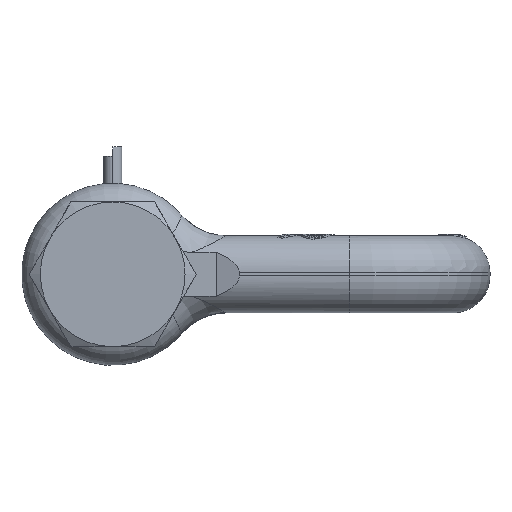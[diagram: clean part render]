
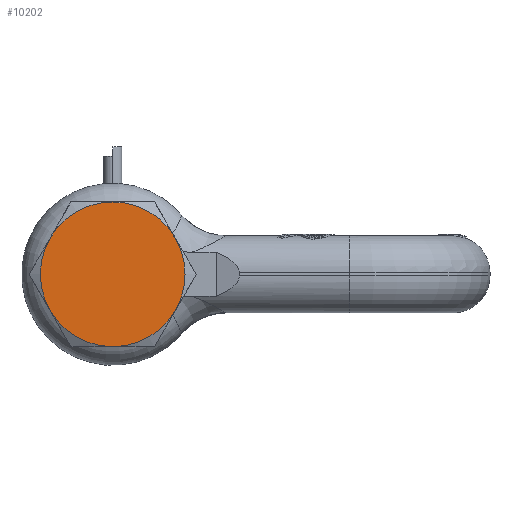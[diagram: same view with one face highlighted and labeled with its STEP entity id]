
A CAD part, left-side view. The second image highlights one B-rep face of the part: STEP entity #10202.
In plain terms, the highlighted planar face has unit normal (-1, 0, 0).
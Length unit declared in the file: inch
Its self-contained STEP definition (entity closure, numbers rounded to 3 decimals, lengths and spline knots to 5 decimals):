
#9707=CARTESIAN_POINT('',(-1.26,0.,0.));
#9708=DIRECTION('',(-1.,0.,0.));
#9709=DIRECTION('',(0.,0.,-1.));
#9710=AXIS2_PLACEMENT_3D('',#9707,#9708,#9709);
#9712=CARTESIAN_POINT('',(-1.26,0.,0.));
#9713=DIRECTION('',(-1.,0.,0.));
#9714=DIRECTION('',(0.,0.866,-0.5));
#9715=AXIS2_PLACEMENT_3D('',#9712,#9713,#9714);
#9717=CARTESIAN_POINT('',(-1.26,0.,0.));
#9718=DIRECTION('',(-1.,0.,0.));
#9719=DIRECTION('',(0.,0.866,0.5));
#9720=AXIS2_PLACEMENT_3D('',#9717,#9718,#9719);
#9722=CARTESIAN_POINT('',(-1.26,0.,0.));
#9723=DIRECTION('',(-1.,0.,0.));
#9724=DIRECTION('',(0.,0.,1.));
#9725=AXIS2_PLACEMENT_3D('',#9722,#9723,#9724);
#9727=CARTESIAN_POINT('',(-1.26,0.,0.));
#9728=DIRECTION('',(-1.,0.,0.));
#9729=DIRECTION('',(0.,-0.866,0.5));
#9730=AXIS2_PLACEMENT_3D('',#9727,#9728,#9729);
#9732=CARTESIAN_POINT('',(-1.26,0.,0.));
#9733=DIRECTION('',(-1.,0.,0.));
#9734=DIRECTION('',(0.,-0.866,-0.5));
#9735=AXIS2_PLACEMENT_3D('',#9732,#9733,#9734);
#9749=CARTESIAN_POINT('',(-1.26,0.,-0.469));
#9750=CARTESIAN_POINT('',(-1.26,-0.40617,-0.2345));
#9751=VERTEX_POINT('',#9749);
#9752=VERTEX_POINT('',#9750);
#9753=CARTESIAN_POINT('',(-1.26,-0.40617,0.2345));
#9754=VERTEX_POINT('',#9753);
#9755=CARTESIAN_POINT('',(-1.26,0.,0.469));
#9756=VERTEX_POINT('',#9755);
#9757=CARTESIAN_POINT('',(-1.26,0.40617,0.2345));
#9758=VERTEX_POINT('',#9757);
#9759=CARTESIAN_POINT('',(-1.26,0.40617,-0.2345));
#9760=VERTEX_POINT('',#9759);
#10189=CARTESIAN_POINT('',(-1.26,0.,0.));
#10190=DIRECTION('',(-1.,0.,0.));
#10191=DIRECTION('',(0.,0.,1.));
#10192=AXIS2_PLACEMENT_3D('',#10189,#10190,#10191);
#10193=PLANE('',#10192);
#10194=ORIENTED_EDGE('',*,*,#9896,.F.);
#10195=ORIENTED_EDGE('',*,*,#9836,.F.);
#10196=ORIENTED_EDGE('',*,*,#9822,.F.);
#10197=ORIENTED_EDGE('',*,*,#9808,.F.);
#10198=ORIENTED_EDGE('',*,*,#9924,.F.);
#10199=ORIENTED_EDGE('',*,*,#9910,.F.);
#10200=EDGE_LOOP('',(#10194,#10195,#10196,#10197,#10198,#10199));
#10201=FACE_OUTER_BOUND('',#10200,.F.);
#10202=ADVANCED_FACE('',(#10201),#10193,.T.);
#9711=CIRCLE('',#9710,0.469);
#9716=CIRCLE('',#9715,0.469);
#9721=CIRCLE('',#9720,0.469);
#9726=CIRCLE('',#9725,0.469);
#9731=CIRCLE('',#9730,0.469);
#9736=CIRCLE('',#9735,0.469);
#9808=EDGE_CURVE('',#9756,#9758,#9726,.T.);
#9822=EDGE_CURVE('',#9758,#9760,#9721,.T.);
#9836=EDGE_CURVE('',#9760,#9751,#9716,.T.);
#9896=EDGE_CURVE('',#9751,#9752,#9711,.T.);
#9910=EDGE_CURVE('',#9752,#9754,#9736,.T.);
#9924=EDGE_CURVE('',#9754,#9756,#9731,.T.);
